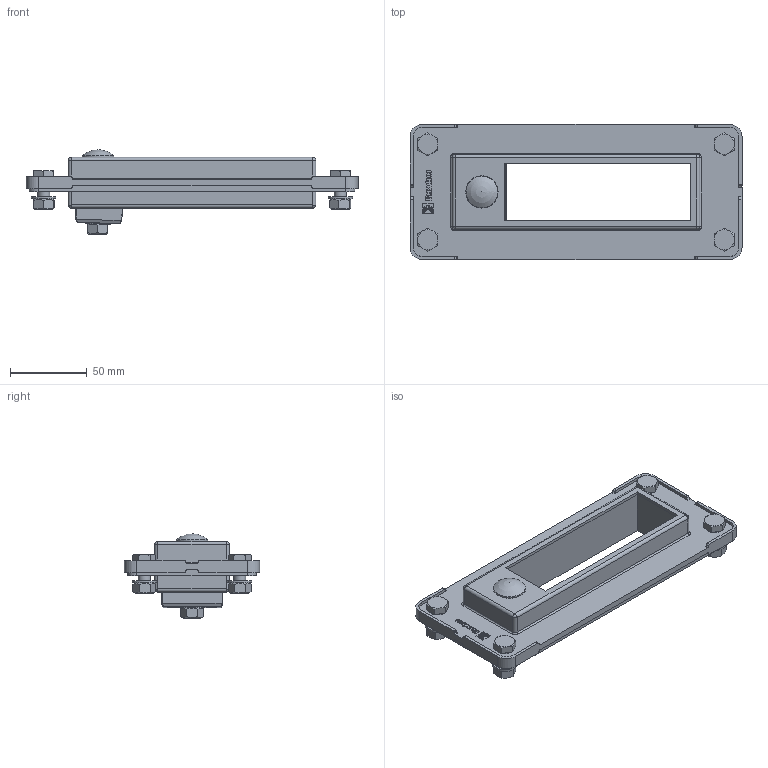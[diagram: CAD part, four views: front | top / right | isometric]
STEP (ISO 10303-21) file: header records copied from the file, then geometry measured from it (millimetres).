
FILE_DESCRIPTION((''),'2;1');
FILE_NAME('COMSEAL12.stp','2013-03-18T12:02:05',('se-jenboh'),(''),'Autodesk Inventor 2012','Autodesk Inventor 2012','');
FILE_SCHEMA(('AUTOMOTIVE_DESIGN { 1 0 10303 214 1 1 1 1 }'));
Length unit declared in the file: millimetre
Products named in the file (1): Part110
Bounding box: 216 x 88 x 54.88 mm (x, y, z)
Volume: 178476 mm3; surface area: 78167.9 mm2
Topology: 1 solids, 1 shells, 1039 faces, 2744 edges, 1790 vertices
Faces by surface type: plane 756, cylinder 172, cone 64, torus 30, sphere 9, bspline 8
Full cylindrical faces by diameter (mm): 8 x9, 8.4 x4, 8.5 x4, 11 x1, 11.63 x4, 16 x6, 20.65 x1, 21 x1
Entity records: 31570 total; most frequent: CARTESIAN_POINT 5917, ORIENTED_EDGE 5268, DIRECTION 5065, EDGE_CURVE 2634, VECTOR 2019, LINE 2019, VERTEX_POINT 1769, AXIS2_PLACEMENT_3D 1523
